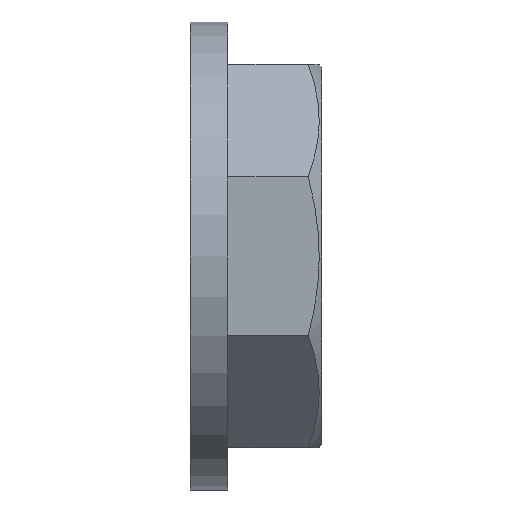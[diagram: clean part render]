
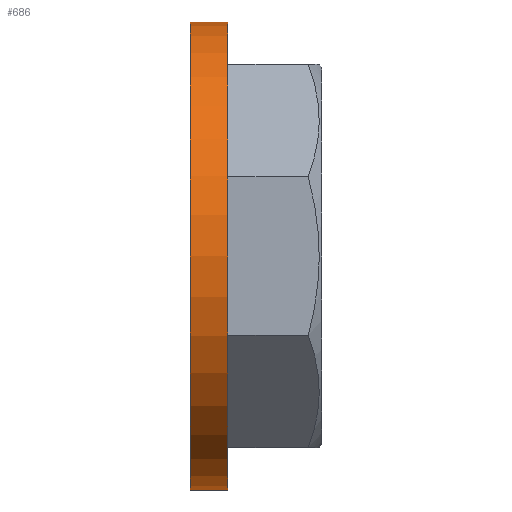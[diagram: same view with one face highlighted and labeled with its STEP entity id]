
A CAD part, front view. The second image highlights one B-rep face of the part: STEP entity #686.
In plain terms, the highlighted cylindrical face has radius 25 mm (diameter 50 mm), a partial arc.
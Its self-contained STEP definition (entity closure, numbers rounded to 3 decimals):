
#4 = CIRCLE ( 'NONE', #54, 25. ) ;
#32 = AXIS2_PLACEMENT_3D ( 'NONE', #1795, #1786, #1797 ) ;
#46 = AXIS2_PLACEMENT_3D ( 'NONE', #3732, #3731, #3730 ) ;
#49 = CIRCLE ( 'NONE', #46, 25. ) ;
#54 = AXIS2_PLACEMENT_3D ( 'NONE', #1173, #1174, #1175 ) ;
#61 = VECTOR ( 'NONE', #367, 1000. ) ;
#63 = VECTOR ( 'NONE', #399, 1000. ) ;
#365 = LINE ( 'NONE', #366, #61 ) ;
#366 = CARTESIAN_POINT ( 'NONE',  ( 0., 0., -25. ) ) ;
#367 = DIRECTION ( 'NONE',  ( 1., 0., 0. ) ) ;
#387 = LINE ( 'NONE', #398, #63 ) ;
#398 = CARTESIAN_POINT ( 'NONE',  ( 0., 0., 25. ) ) ;
#399 = DIRECTION ( 'NONE',  ( 1., 0., 0. ) ) ;
#521 = CARTESIAN_POINT ( 'NONE',  ( 4., 0., 25. ) ) ;
#572 = CARTESIAN_POINT ( 'NONE',  ( 4., 0., -25. ) ) ;
#575 = CARTESIAN_POINT ( 'NONE',  ( 0., 0., -25. ) ) ;
#577 = CARTESIAN_POINT ( 'NONE',  ( 0., 0., 25. ) ) ;
#648 = EDGE_CURVE ( 'NONE', #3814, #3812, #49, .T. ) ;
#686 = ADVANCED_FACE ( 'NONE', ( #1794 ), #1796, .T. ) ;
#768 = EDGE_LOOP ( 'NONE', ( #806, #805, #804, #803 ) ) ;
#803 = ORIENTED_EDGE ( 'NONE', *, *, #2192, .F. ) ;
#804 = ORIENTED_EDGE ( 'NONE', *, *, #2206, .T. ) ;
#805 = ORIENTED_EDGE ( 'NONE', *, *, #648, .T. ) ;
#806 = ORIENTED_EDGE ( 'NONE', *, *, #2210, .F. ) ;
#1173 = CARTESIAN_POINT ( 'NONE',  ( 4., 0., 0. ) ) ;
#1174 = DIRECTION ( 'NONE',  ( 1., 0., 0. ) ) ;
#1175 = DIRECTION ( 'NONE',  ( 0., 0., -1. ) ) ;
#1786 = DIRECTION ( 'NONE',  ( 1., 0., 0. ) ) ;
#1794 = FACE_OUTER_BOUND ( 'NONE', #768, .T. ) ;
#1795 = CARTESIAN_POINT ( 'NONE',  ( 0., 0., 0. ) ) ;
#1796 = CYLINDRICAL_SURFACE ( 'NONE', #32, 25. ) ;
#1797 = DIRECTION ( 'NONE',  ( 0., 0., -1. ) ) ;
#2192 = EDGE_CURVE ( 'NONE', #3758, #3809, #4, .T. ) ;
#2206 = EDGE_CURVE ( 'NONE', #3812, #3809, #365, .T. ) ;
#2210 = EDGE_CURVE ( 'NONE', #3814, #3758, #387, .T. ) ;
#3730 = DIRECTION ( 'NONE',  ( 0., 0., -1. ) ) ;
#3731 = DIRECTION ( 'NONE',  ( 1., 0., 0. ) ) ;
#3732 = CARTESIAN_POINT ( 'NONE',  ( 0., 0., 0. ) ) ;
#3758 = VERTEX_POINT ( 'NONE', #521 ) ;
#3809 = VERTEX_POINT ( 'NONE', #572 ) ;
#3812 = VERTEX_POINT ( 'NONE', #575 ) ;
#3814 = VERTEX_POINT ( 'NONE', #577 ) ;
